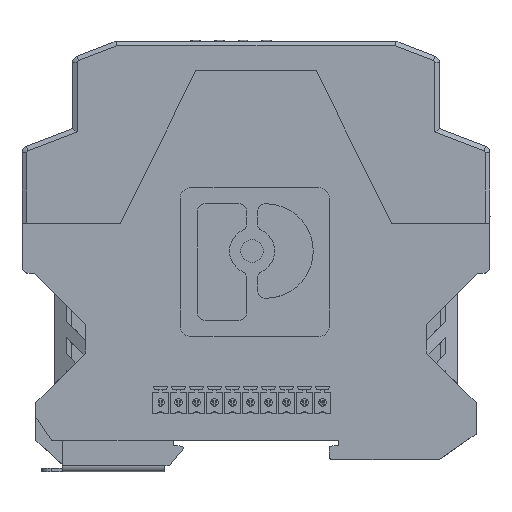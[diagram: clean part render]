
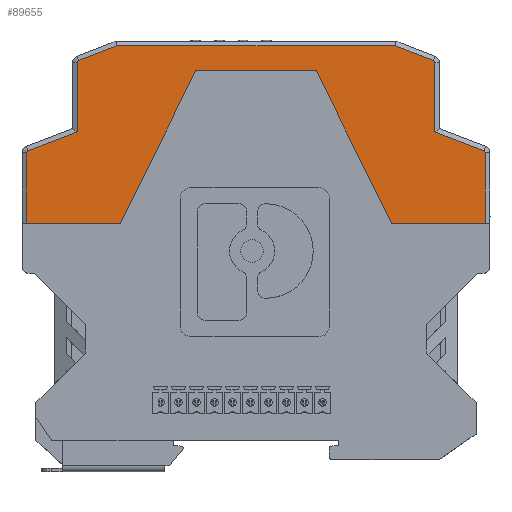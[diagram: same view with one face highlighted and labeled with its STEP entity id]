
A CAD part, top view. The second image highlights one B-rep face of the part: STEP entity #89655.
In plain terms, the highlighted planar face has unit normal (0, 0, 1).
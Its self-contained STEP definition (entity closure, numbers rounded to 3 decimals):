
#4023=CIRCLE('',#95021,0.5);
#4025=CIRCLE('',#95026,0.5);
#4040=CIRCLE('',#95085,0.5);
#4042=CIRCLE('',#95103,0.5);
#22501=ORIENTED_EDGE('',*,*,#35722,.F.);
#22502=ORIENTED_EDGE('',*,*,#35719,.F.);
#22503=ORIENTED_EDGE('',*,*,#35717,.T.);
#22504=ORIENTED_EDGE('',*,*,#35713,.T.);
#22505=ORIENTED_EDGE('',*,*,#35711,.T.);
#22506=ORIENTED_EDGE('',*,*,#35839,.T.);
#22507=ORIENTED_EDGE('',*,*,#35898,.F.);
#22508=ORIENTED_EDGE('',*,*,#35899,.F.);
#22509=ORIENTED_EDGE('',*,*,#35900,.F.);
#22510=ORIENTED_EDGE('',*,*,#35901,.T.);
#22511=ORIENTED_EDGE('',*,*,#35858,.T.);
#22512=ORIENTED_EDGE('',*,*,#35880,.F.);
#22513=ORIENTED_EDGE('',*,*,#35902,.F.);
#22514=ORIENTED_EDGE('',*,*,#35903,.F.);
#22515=ORIENTED_EDGE('',*,*,#35904,.F.);
#22516=ORIENTED_EDGE('',*,*,#35767,.F.);
#22517=ORIENTED_EDGE('',*,*,#35773,.F.);
#22518=ORIENTED_EDGE('',*,*,#35707,.T.);
#35707=EDGE_CURVE('',#44081,#44080,#51919,.T.);
#35711=EDGE_CURVE('',#44085,#44084,#51923,.T.);
#35713=EDGE_CURVE('',#44086,#44085,#4023,.T.);
#35717=EDGE_CURVE('',#44089,#44086,#51927,.T.);
#35719=EDGE_CURVE('',#44089,#44090,#51929,.T.);
#35722=EDGE_CURVE('',#44090,#44080,#4025,.T.);
#35767=EDGE_CURVE('',#44127,#44128,#51967,.T.);
#35773=EDGE_CURVE('',#44081,#44127,#51973,.T.);
#35839=EDGE_CURVE('',#44084,#44164,#52038,.T.);
#35858=EDGE_CURVE('',#44177,#44178,#4040,.T.);
#35880=EDGE_CURVE('',#44192,#44178,#52073,.T.);
#35898=EDGE_CURVE('',#44202,#44164,#52091,.T.);
#35899=EDGE_CURVE('',#44203,#44202,#4042,.T.);
#35900=EDGE_CURVE('',#44204,#44203,#52092,.T.);
#35901=EDGE_CURVE('',#44204,#44177,#52093,.T.);
#35902=EDGE_CURVE('',#44205,#44192,#52094,.T.);
#35903=EDGE_CURVE('',#44206,#44205,#52095,.T.);
#35904=EDGE_CURVE('',#44128,#44206,#52096,.T.);
#44080=VERTEX_POINT('',#149527);
#44081=VERTEX_POINT('',#149529);
#44084=VERTEX_POINT('',#149536);
#44085=VERTEX_POINT('',#149538);
#44086=VERTEX_POINT('',#149542);
#44089=VERTEX_POINT('',#149550);
#44090=VERTEX_POINT('',#149554);
#44127=VERTEX_POINT('',#149653);
#44128=VERTEX_POINT('',#149654);
#44164=VERTEX_POINT('',#149785);
#44177=VERTEX_POINT('',#149825);
#44178=VERTEX_POINT('',#149826);
#44192=VERTEX_POINT('',#149868);
#44202=VERTEX_POINT('',#149906);
#44203=VERTEX_POINT('',#149908);
#44204=VERTEX_POINT('',#149910);
#44205=VERTEX_POINT('',#149913);
#44206=VERTEX_POINT('',#149915);
#51919=LINE('',#149528,#60200);
#51923=LINE('',#149537,#60204);
#51927=LINE('',#149549,#60208);
#51929=LINE('',#149553,#60210);
#51967=LINE('',#149652,#60248);
#51973=LINE('',#149663,#60254);
#52038=LINE('',#149786,#60319);
#52073=LINE('',#149869,#60354);
#52091=LINE('',#149905,#60372);
#52092=LINE('',#149909,#60373);
#52093=LINE('',#149911,#60374);
#52094=LINE('',#149912,#60375);
#52095=LINE('',#149914,#60376);
#52096=LINE('',#149916,#60377);
#60200=VECTOR('',#111628,1000.);
#60204=VECTOR('',#111634,1000.);
#60208=VECTOR('',#111646,1000.);
#60210=VECTOR('',#111650,1000.);
#60248=VECTOR('',#111736,1000.);
#60254=VECTOR('',#111744,1000.);
#60319=VECTOR('',#111857,1000.);
#60354=VECTOR('',#111932,1000.);
#60372=VECTOR('',#111968,1000.);
#60373=VECTOR('',#111971,1000.);
#60374=VECTOR('',#111972,1000.);
#60375=VECTOR('',#111973,1000.);
#60376=VECTOR('',#111974,1000.);
#60377=VECTOR('',#111975,1000.);
#66519=EDGE_LOOP('',(#22501,#22502,#22503,#22504,#22505,#22506,#22507,#22508,
#22509,#22510,#22511,#22512,#22513,#22514,#22515,#22516,#22517,#22518));
#71772=FACE_BOUND('',#66519,.T.);
#74841=PLANE('',#95102);
#89655=ADVANCED_FACE('',(#71772),#74841,.T.);
#95021=AXIS2_PLACEMENT_3D('',#149541,#111638,#111639);
#95026=AXIS2_PLACEMENT_3D('',#149559,#111655,#111656);
#95085=AXIS2_PLACEMENT_3D('',#149824,#111894,#111895);
#95102=AXIS2_PLACEMENT_3D('',#149904,#111966,#111967);
#95103=AXIS2_PLACEMENT_3D('',#149907,#111969,#111970);
#111628=DIRECTION('',(0.,1.,0.));
#111634=DIRECTION('',(-0.934,0.358,0.));
#111638=DIRECTION('',(0.,0.,1.));
#111639=DIRECTION('',(1.,0.,0.));
#111646=DIRECTION('',(0.,1.,0.));
#111650=DIRECTION('',(0.934,-0.358,0.));
#111655=DIRECTION('',(0.,0.,-1.));
#111656=DIRECTION('',(-1.,0.,0.));
#111736=DIRECTION('',(-0.446,0.895,0.));
#111744=DIRECTION('',(-1.,0.,0.));
#111857=DIRECTION('',(-1.,0.,0.));
#111894=DIRECTION('',(0.,0.,1.));
#111895=DIRECTION('',(1.,0.,0.));
#111932=DIRECTION('',(0.,1.,0.));
#111966=DIRECTION('',(0.,0.,1.));
#111967=DIRECTION('',(1.,0.,0.));
#111968=DIRECTION('',(0.934,0.358,0.));
#111969=DIRECTION('',(0.,0.,-1.));
#111970=DIRECTION('',(-1.,0.,0.));
#111971=DIRECTION('',(0.,1.,0.));
#111972=DIRECTION('',(-0.934,-0.358,0.));
#111973=DIRECTION('',(-1.,0.,0.));
#111974=DIRECTION('',(-0.446,-0.895,0.));
#111975=DIRECTION('',(-1.,0.,0.));
#149527=CARTESIAN_POINT('',(48.5,-21.182,18.075));
#149528=CARTESIAN_POINT('',(48.5,-28.616,18.075));
#149529=CARTESIAN_POINT('',(48.5,-36.05,18.075));
#149536=CARTESIAN_POINT('',(29.415,1.45,18.075));
#149537=CARTESIAN_POINT('',(34.663,-0.565,18.075));
#149538=CARTESIAN_POINT('',(37.479,-1.646,18.075));
#149541=CARTESIAN_POINT('',(37.3,-2.112,18.075));
#149542=CARTESIAN_POINT('',(37.8,-2.112,18.075));
#149549=CARTESIAN_POINT('',(37.8,-9.081,18.075));
#149550=CARTESIAN_POINT('',(37.8,-16.738,18.075));
#149553=CARTESIAN_POINT('',(42.811,-18.658,18.075));
#149554=CARTESIAN_POINT('',(48.179,-20.715,18.075));
#149559=CARTESIAN_POINT('',(48.,-21.182,18.075));
#149652=CARTESIAN_POINT('',(66.881,-112.55,18.075));
#149653=CARTESIAN_POINT('',(28.75,-36.05,18.075));
#149654=CARTESIAN_POINT('',(12.7,-3.85,18.075));
#149663=CARTESIAN_POINT('',(0.,-36.05,18.075));
#149785=CARTESIAN_POINT('',(-29.415,1.45,18.075));
#149786=CARTESIAN_POINT('',(1.395,1.45,18.075));
#149824=CARTESIAN_POINT('',(-48.,-21.182,18.075));
#149825=CARTESIAN_POINT('',(-48.179,-20.715,18.075));
#149826=CARTESIAN_POINT('',(-48.5,-21.182,18.075));
#149868=CARTESIAN_POINT('',(-48.5,-36.05,18.075));
#149869=CARTESIAN_POINT('',(-48.5,-28.616,18.075));
#149904=CARTESIAN_POINT('',(32.387,-27.643,18.075));
#149905=CARTESIAN_POINT('',(-33.36,-0.065,18.075));
#149906=CARTESIAN_POINT('',(-37.479,-1.646,18.075));
#149907=CARTESIAN_POINT('',(-37.3,-2.112,18.075));
#149908=CARTESIAN_POINT('',(-37.8,-2.112,18.075));
#149909=CARTESIAN_POINT('',(-37.8,-9.617,18.075));
#149910=CARTESIAN_POINT('',(-37.8,-16.738,18.075));
#149911=CARTESIAN_POINT('',(-43.311,-18.849,18.075));
#149912=CARTESIAN_POINT('',(0.,-36.05,18.075));
#149913=CARTESIAN_POINT('',(-28.75,-36.05,18.075));
#149914=CARTESIAN_POINT('',(-66.881,-112.55,18.075));
#149915=CARTESIAN_POINT('',(-12.7,-3.85,18.075));
#149916=CARTESIAN_POINT('',(0.,-3.85,18.075));
